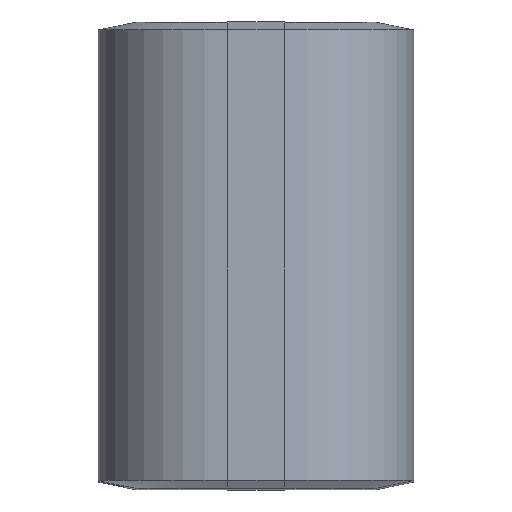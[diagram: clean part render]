
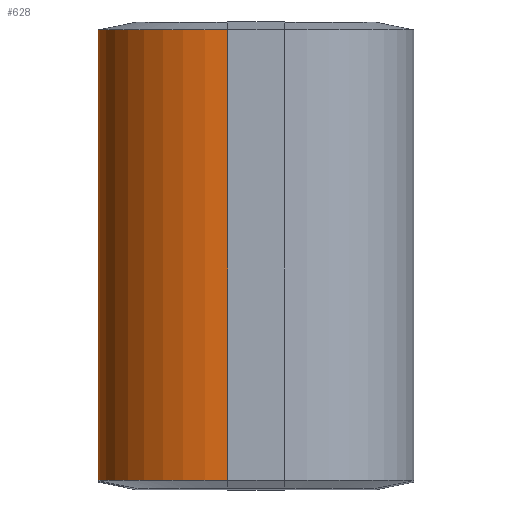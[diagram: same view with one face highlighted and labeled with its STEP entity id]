
A CAD part, top view. The second image highlights one B-rep face of the part: STEP entity #628.
In plain terms, the highlighted cylindrical face has radius 5 mm (diameter 10 mm), a partial arc.
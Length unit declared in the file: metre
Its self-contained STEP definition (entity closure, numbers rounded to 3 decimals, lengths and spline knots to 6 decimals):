
#32=CYLINDRICAL_SURFACE('',#713,0.005);
#39=LINE('',#956,#83);
#67=LINE('',#1082,#111);
#83=VECTOR('',#748,1.);
#111=VECTOR('',#882,1.);
#216=ORIENTED_EDGE('',*,*,#351,.F.);
#217=ORIENTED_EDGE('',*,*,#294,.T.);
#218=ORIENTED_EDGE('',*,*,#337,.F.);
#219=ORIENTED_EDGE('',*,*,#352,.T.);
#294=EDGE_CURVE('',#378,#377,#39,.T.);
#337=EDGE_CURVE('',#411,#377,#452,.T.);
#351=EDGE_CURVE('',#378,#422,#458,.T.);
#352=EDGE_CURVE('',#411,#422,#67,.T.);
#377=VERTEX_POINT('',#955);
#378=VERTEX_POINT('',#957);
#411=VERTEX_POINT('',#1050);
#422=VERTEX_POINT('',#1081);
#452=CIRCLE('',#703,0.005);
#458=CIRCLE('',#714,0.005);
#501=EDGE_LOOP('',(#216,#217,#218,#219));
#561=FACE_BOUND('',#501,.T.);
#628=ADVANCED_FACE('',(#561),#32,.T.);
#703=AXIS2_PLACEMENT_3D('',#1051,#850,#851);
#713=AXIS2_PLACEMENT_3D('',#1079,#878,#879);
#714=AXIS2_PLACEMENT_3D('',#1080,#880,#881);
#748=DIRECTION('',(0.,-1.,0.));
#850=DIRECTION('',(0.,-1.,0.));
#851=DIRECTION('',(-0.707,0.,0.707));
#878=DIRECTION('',(0.,-1.,0.));
#879=DIRECTION('',(-0.707,0.,0.707));
#880=DIRECTION('',(0.,1.,0.));
#881=DIRECTION('',(-0.707,0.,0.707));
#882=DIRECTION('',(0.,1.,0.));
#955=CARTESIAN_POINT('',(-0.11084,0.2673,0.0175));
#956=CARTESIAN_POINT('',(-0.11084,0.2805,0.0175));
#957=CARTESIAN_POINT('',(-0.11084,0.2847,0.0175));
#1050=CARTESIAN_POINT('',(-0.10584,0.2673,0.0225));
#1051=CARTESIAN_POINT('',(-0.10584,0.2673,0.0175));
#1079=CARTESIAN_POINT('',(-0.10584,0.2805,0.0175));
#1080=CARTESIAN_POINT('',(-0.10584,0.2847,0.0175));
#1081=CARTESIAN_POINT('',(-0.10584,0.2847,0.0225));
#1082=CARTESIAN_POINT('',(-0.10584,0.2805,0.0225));
